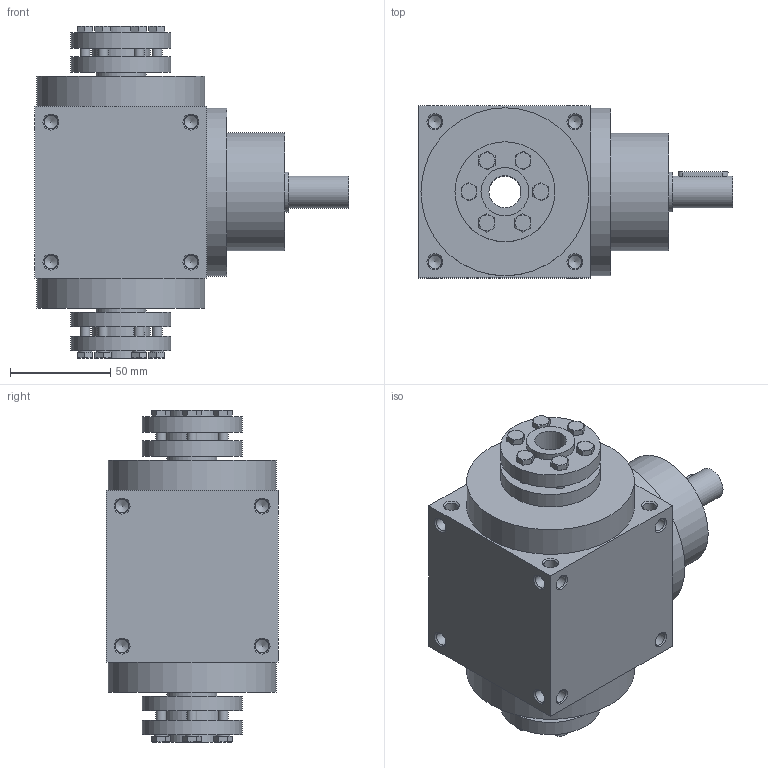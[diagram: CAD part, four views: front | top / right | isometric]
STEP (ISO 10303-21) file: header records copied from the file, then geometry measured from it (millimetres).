
FILE_DESCRIPTION( ( 'STEP AP214' ), ' ' );
FILE_NAME( 'RA86_C2_R.1_1.5.stp', '2017-10-01T13:54:37', ( '' ), ( '' ), ' ', 'PARTsolutions', ' ' );
FILE_SCHEMA( ( 'AUTOMOTIVE_DESIGN { 1 0 10303 214 1 1 1 1 }' ) );
Length unit declared in the file: millimetre
Products named in the file (4): RA86_C2_R.1/1.5; _RA862-case; _RC86-shaft; _RA86-shrink_disk
Assembly tree (4 placements, depth 2):
  RA86_C2_R.1/1.5
    _RA862-case
    _RC86-shaft
    _RA86-shrink_disk  x2
Bounding box: 157 x 86 x 166 mm (x, y, z)
Volume: 961316.5 mm3; surface area: 110457.2 mm2
Topology: 4 solids, 4 shells, 346 faces, 884 edges, 555 vertices
Faces by surface type: plane 127, cone 122, cylinder 97
Full cylindrical faces by diameter (mm): 4.917 x1, 5 x12, 6.647 x48, 6.88 x12, 16 x3, 18 x1, 20 x2, 24 x4, 25 x2, 29 x2, 50 x4, 59 x1, 84 x3
Entity records: 8596 total; most frequent: CARTESIAN_POINT 1404, DIRECTION 1124, ORIENTED_EDGE 870, AXIS2_PLACEMENT_3D 516, EDGE_CURVE 435, EDGE_LOOP 414, VERTEX_POINT 348, FACE_OUTER_BOUND 321
